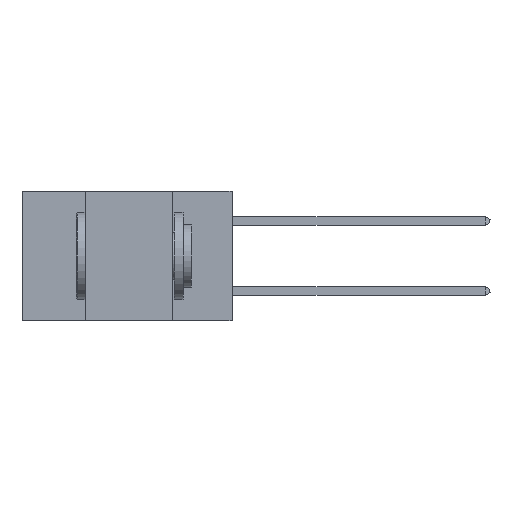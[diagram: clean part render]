
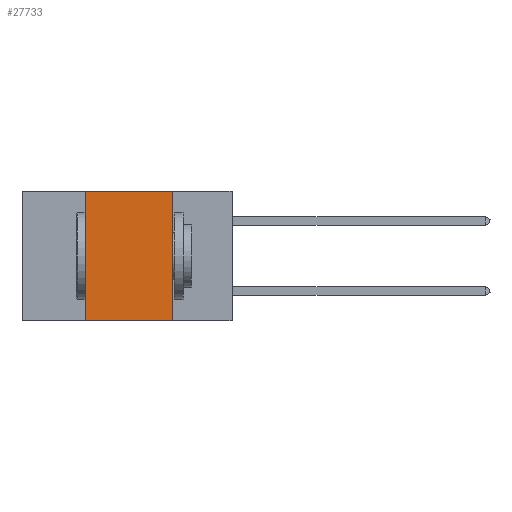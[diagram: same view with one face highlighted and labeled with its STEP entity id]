
A CAD part, left-side view. The second image highlights one B-rep face of the part: STEP entity #27733.
In plain terms, the highlighted planar face has unit normal (-1, 0, 0).
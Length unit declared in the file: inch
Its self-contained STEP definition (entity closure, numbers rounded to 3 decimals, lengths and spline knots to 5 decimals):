
#285 = VERTEX_POINT ( 'NONE', #28613 ) ;
#1796 = CARTESIAN_POINT ( 'NONE',  ( 0., 0.17, 0. ) ) ;
#2731 = VECTOR ( 'NONE', #4289, 39.37008 ) ;
#4289 = DIRECTION ( 'NONE',  ( 0., 0., -1. ) ) ;
#4729 = VECTOR ( 'NONE', #29142, 39.37008 ) ;
#5449 = VERTEX_POINT ( 'NONE', #1796 ) ;
#6562 = DIRECTION ( 'NONE',  ( 0., 0., -1. ) ) ;
#6787 = CARTESIAN_POINT ( 'NONE',  ( 0., 0.42, 0. ) ) ;
#7030 = DIRECTION ( 'NONE',  ( 0., 0., 1. ) ) ;
#7814 = ORIENTED_EDGE ( 'NONE', *, *, #23377, .F. ) ;
#7968 = CARTESIAN_POINT ( 'NONE',  ( 0., 0.6, 0. ) ) ;
#9200 = LINE ( 'NONE', #25477, #2731 ) ;
#9531 = EDGE_LOOP ( 'NONE', ( #25713, #7814, #27712, #13625 ) ) ;
#11603 = PLANE ( 'NONE',  #25012 ) ;
#12686 = CARTESIAN_POINT ( 'NONE',  ( 0., 0.6, -0.37 ) ) ;
#13625 = ORIENTED_EDGE ( 'NONE', *, *, #16827, .T. ) ;
#13842 = VECTOR ( 'NONE', #7030, 39.37008 ) ;
#15585 = VERTEX_POINT ( 'NONE', #22333 ) ;
#16145 = FACE_OUTER_BOUND ( 'NONE', #9531, .T. ) ;
#16406 = VERTEX_POINT ( 'NONE', #18410 ) ;
#16827 = EDGE_CURVE ( 'NONE', #16406, #285, #25537, .T. ) ;
#18061 = VECTOR ( 'NONE', #24224, 39.37008 ) ;
#18410 = CARTESIAN_POINT ( 'NONE',  ( 0., 0.42, -0.37 ) ) ;
#22333 = CARTESIAN_POINT ( 'NONE',  ( 0., 0.42, 0. ) ) ;
#23377 = EDGE_CURVE ( 'NONE', #15585, #5449, #25009, .T. ) ;
#24224 = DIRECTION ( 'NONE',  ( 0., -1., 0. ) ) ;
#24825 = DIRECTION ( 'NONE',  ( 1., 0., 0. ) ) ;
#25009 = LINE ( 'NONE', #7968, #18061 ) ;
#25012 = AXIS2_PLACEMENT_3D ( 'NONE', #27419, #24825, #6562 ) ;
#25477 = CARTESIAN_POINT ( 'NONE',  ( 0., 0.17, 0. ) ) ;
#25537 = LINE ( 'NONE', #12686, #4729 ) ;
#25713 = ORIENTED_EDGE ( 'NONE', *, *, #33473, .F. ) ;
#27419 = CARTESIAN_POINT ( 'NONE',  ( 0., 0.6, 0. ) ) ;
#27712 = ORIENTED_EDGE ( 'NONE', *, *, #30999, .F. ) ;
#27733 = ADVANCED_FACE ( 'NONE', ( #16145 ), #11603, .F. ) ;
#28613 = CARTESIAN_POINT ( 'NONE',  ( 0., 0.17, -0.37 ) ) ;
#29142 = DIRECTION ( 'NONE',  ( 0., -1., 0. ) ) ;
#30999 = EDGE_CURVE ( 'NONE', #16406, #15585, #32241, .T. ) ;
#32241 = LINE ( 'NONE', #6787, #13842 ) ;
#33473 = EDGE_CURVE ( 'NONE', #5449, #285, #9200, .T. ) ;
